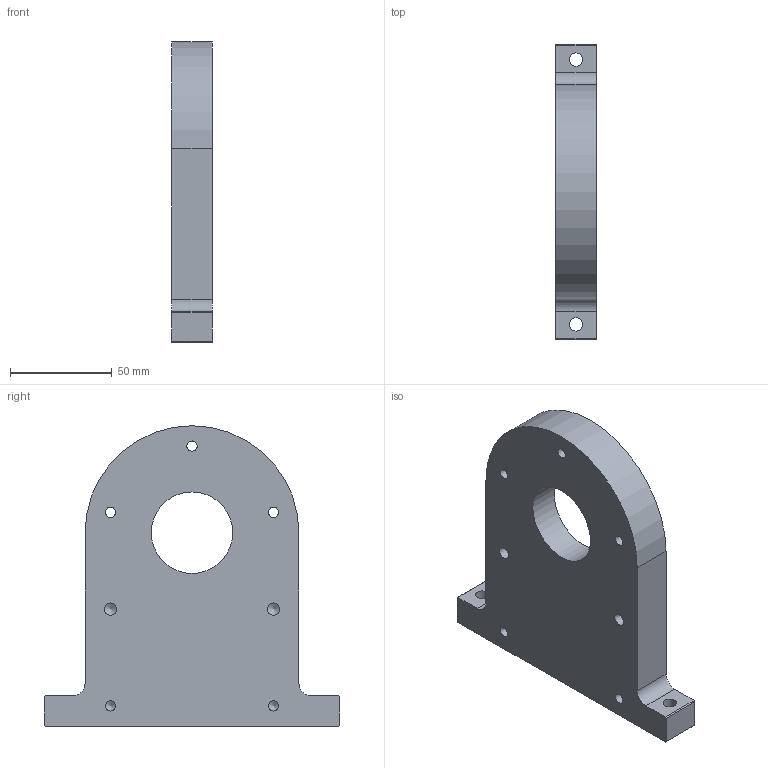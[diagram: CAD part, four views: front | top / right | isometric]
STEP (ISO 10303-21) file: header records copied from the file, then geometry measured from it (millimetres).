
FILE_DESCRIPTION(/* description */ (''),/* implementation_level */ '2;1');
FILE_NAME(/* name */ 'Frontplatte.step',/* time_stamp */ '2022-11-02T15:59:35+01:00',/* author */ (''),/* organization */ (''),/* preprocessor_version */ 'ST-DEVELOPER v19.2',/* originating_system */ 'Autodesk Translation Framework v11.17.0.187',/* authorisation */ '');
FILE_SCHEMA (('AUTOMOTIVE_DESIGN { 1 0 10303 214 3 1 1 }'));
Length unit declared in the file: millimetre
Products named in the file (1): Frontplatte
Bounding box: 20 x 145 x 147.5 mm (x, y, z)
Volume: 240094.5 mm3; surface area: 44534 mm2
Topology: 1 solids, 1 shells, 56 faces, 119 edges, 78 vertices
Faces by surface type: plane 26, cylinder 26, cone 4
Full cylindrical faces by diameter (mm): 2.529 x12, 5.035 x5, 6 x2, 6.5 x2, 40 x1, 95 x1
Entity records: 1560 total; most frequent: DIRECTION 281, CARTESIAN_POINT 250, ORIENTED_EDGE 230, EDGE_CURVE 115, AXIS2_PLACEMENT_3D 109, EDGE_LOOP 85, VERTEX_POINT 78, LINE 63
